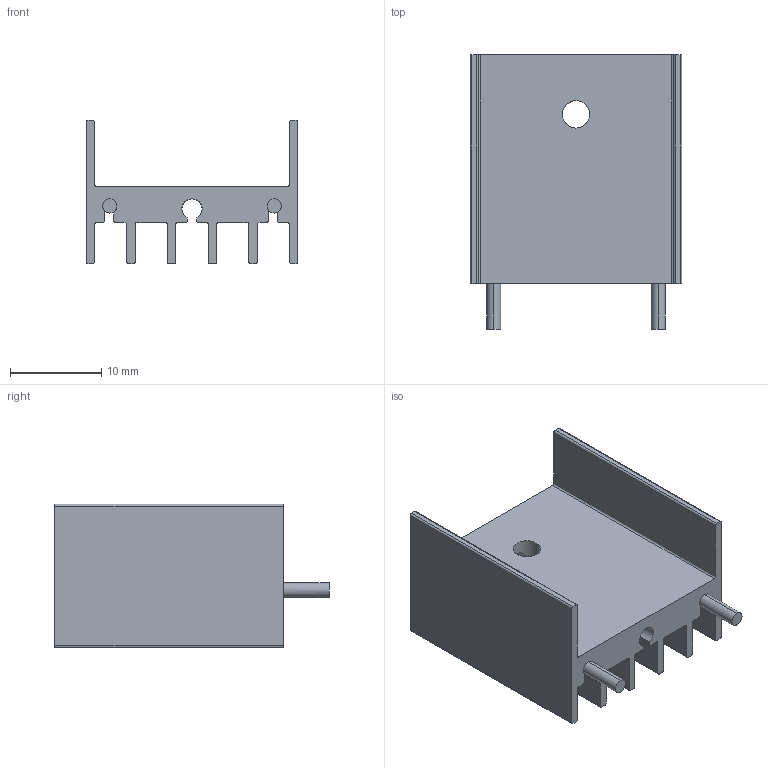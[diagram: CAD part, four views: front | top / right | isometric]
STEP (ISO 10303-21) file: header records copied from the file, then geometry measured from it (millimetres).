
FILE_DESCRIPTION (( 'STEP AP214' ), '1' );
FILE_NAME ('L298-heat.STEP', '2024-08-01T19:15:25', ( '' ), ( '' ), 'SwSTEP 2.0', 'SolidWorks 2020', '' );
FILE_SCHEMA (( 'AUTOMOTIVE_DESIGN' ));
Length unit declared in the file: millimetre
Products named in the file (1): L298-heat
Bounding box: 23.15 x 30 x 15.7 mm (x, y, z)
Volume: 3066.1 mm3; surface area: 3955.3 mm2
Topology: 1 solids, 1 shells, 91 faces, 266 edges, 176 vertices
Faces by surface type: cylinder 46, plane 45
Entity records: 4161 total; most frequent: CARTESIAN_POINT 628, DIRECTION 536, ORIENTED_EDGE 532, EDGE_CURVE 266, AXIS2_PLACEMENT_3D 184, VERTEX_POINT 176, VECTOR 168, LINE 168
